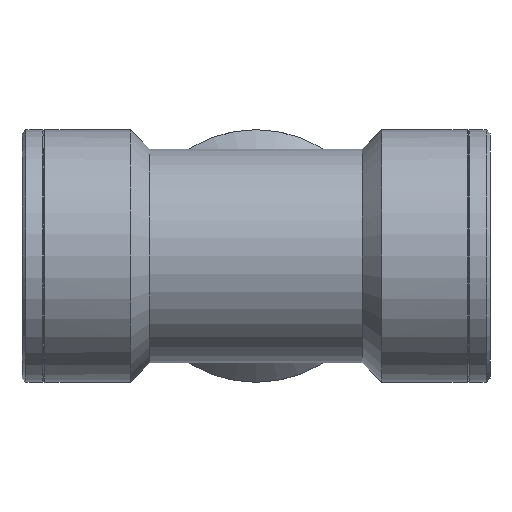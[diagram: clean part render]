
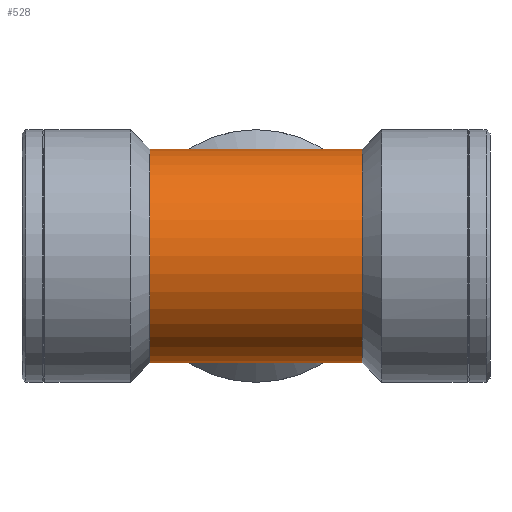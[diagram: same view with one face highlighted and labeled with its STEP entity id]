
A CAD part, front view. The second image highlights one B-rep face of the part: STEP entity #528.
In plain terms, the highlighted cylindrical face has radius 24.665 mm (diameter 49.33 mm), a partial arc.
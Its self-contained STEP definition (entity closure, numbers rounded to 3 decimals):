
#64=CIRCLE('',#573,24.665);
#65=CIRCLE('',#577,24.665);
#95=CYLINDRICAL_SURFACE('',#574,24.665);
#109=ELLIPSE('',#566,34.881,24.665);
#110=ELLIPSE('',#567,34.881,24.665);
#111=ELLIPSE('',#575,34.881,24.665);
#112=ELLIPSE('',#576,34.881,24.665);
#123=FACE_OUTER_BOUND('',#163,.T.);
#163=EDGE_LOOP('',(#408,#409,#410,#411,#412,#413,#414,#415,#416,#417));
#228=B_SPLINE_CURVE_WITH_KNOTS('',3,(#881,#882,#883,#884,#885,#886,#887,
#888,#889,#890,#891,#892),.UNSPECIFIED.,.F.,.F.,(4,2,2,2,2,4),(0.232,
0.261,0.342,0.4,0.434,
0.467),.UNSPECIFIED.);
#230=B_SPLINE_CURVE_WITH_KNOTS('',3,(#964,#965,#966,#967,#968,#969,#970,
#971,#972,#973,#974,#975),.UNSPECIFIED.,.F.,.F.,(4,2,2,2,2,4),(0.,0.036,
0.075,0.123,0.189,0.194),
 .UNSPECIFIED.);
#237=B_SPLINE_CURVE_WITH_KNOTS('',3,(#1053,#1054,#1055,#1056,#1057,#1058,
#1059,#1060,#1061,#1062,#1063,#1064),.UNSPECIFIED.,.F.,.F.,(4,2,2,2,2,4),
(0.232,0.261,0.342,0.4,
0.434,0.467),.UNSPECIFIED.);
#238=B_SPLINE_CURVE_WITH_KNOTS('',3,(#1067,#1068,#1069,#1070,#1071,#1072,
#1073,#1074,#1075,#1076,#1077,#1078),.UNSPECIFIED.,.F.,.F.,(4,2,2,2,2,4),
(0.,0.036,0.075,0.123,0.189,
0.194),.UNSPECIFIED.);
#251=VERTEX_POINT('',#820);
#256=VERTEX_POINT('',#876);
#259=VERTEX_POINT('',#962);
#260=VERTEX_POINT('',#963);
#264=VERTEX_POINT('',#1023);
#265=VERTEX_POINT('',#1025);
#268=VERTEX_POINT('',#1048);
#269=VERTEX_POINT('',#1050);
#270=VERTEX_POINT('',#1052);
#271=VERTEX_POINT('',#1065);
#312=EDGE_CURVE('',#251,#256,#228,.T.);
#316=EDGE_CURVE('',#259,#260,#230,.T.);
#322=EDGE_CURVE('',#264,#251,#109,.T.);
#323=EDGE_CURVE('',#265,#264,#110,.T.);
#328=EDGE_CURVE('',#259,#256,#64,.T.);
#329=EDGE_CURVE('',#260,#268,#111,.T.);
#330=EDGE_CURVE('',#268,#269,#112,.T.);
#331=EDGE_CURVE('',#269,#270,#237,.T.);
#332=EDGE_CURVE('',#271,#270,#65,.T.);
#333=EDGE_CURVE('',#271,#265,#238,.T.);
#408=ORIENTED_EDGE('',*,*,#312,.T.);
#409=ORIENTED_EDGE('',*,*,#328,.F.);
#410=ORIENTED_EDGE('',*,*,#316,.T.);
#411=ORIENTED_EDGE('',*,*,#329,.T.);
#412=ORIENTED_EDGE('',*,*,#330,.T.);
#413=ORIENTED_EDGE('',*,*,#331,.T.);
#414=ORIENTED_EDGE('',*,*,#332,.F.);
#415=ORIENTED_EDGE('',*,*,#333,.T.);
#416=ORIENTED_EDGE('',*,*,#323,.T.);
#417=ORIENTED_EDGE('',*,*,#322,.T.);
#528=ADVANCED_FACE('',(#123),#95,.T.);
#566=AXIS2_PLACEMENT_3D('',#1024,#646,#647);
#567=AXIS2_PLACEMENT_3D('',#1026,#648,#649);
#573=AXIS2_PLACEMENT_3D('',#1046,#660,#661);
#574=AXIS2_PLACEMENT_3D('',#1047,#662,#663);
#575=AXIS2_PLACEMENT_3D('',#1049,#664,#665);
#576=AXIS2_PLACEMENT_3D('',#1051,#666,#667);
#577=AXIS2_PLACEMENT_3D('',#1066,#668,#669);
#646=DIRECTION('center_axis',(0.707,-0.707,0.));
#647=DIRECTION('ref_axis',(-0.707,-0.707,0.));
#648=DIRECTION('center_axis',(-0.707,-0.707,0.));
#649=DIRECTION('ref_axis',(-0.707,0.707,0.));
#660=DIRECTION('center_axis',(1.,0.,0.));
#661=DIRECTION('ref_axis',(0.,0.,-1.));
#662=DIRECTION('center_axis',(1.,0.,0.));
#663=DIRECTION('ref_axis',(0.,0.,1.));
#664=DIRECTION('center_axis',(0.707,-0.707,0.));
#665=DIRECTION('ref_axis',(-0.707,-0.707,0.));
#666=DIRECTION('center_axis',(-0.707,-0.707,0.));
#667=DIRECTION('ref_axis',(-0.707,0.707,0.));
#668=DIRECTION('center_axis',(-1.,0.,0.));
#669=DIRECTION('ref_axis',(0.,0.,-1.));
#820=CARTESIAN_POINT('',(23.119,23.119,-8.594));
#876=CARTESIAN_POINT('',(24.516,22.689,-9.672));
#881=CARTESIAN_POINT('Ctrl Pts',(23.119,23.119,-8.594));
#882=CARTESIAN_POINT('Ctrl Pts',(23.212,23.115,-8.604));
#883=CARTESIAN_POINT('Ctrl Pts',(23.303,23.11,-8.618));
#884=CARTESIAN_POINT('Ctrl Pts',(23.635,23.084,-8.689));
#885=CARTESIAN_POINT('Ctrl Pts',(23.855,23.051,-8.776));
#886=CARTESIAN_POINT('Ctrl Pts',(24.164,22.973,-8.977));
#887=CARTESIAN_POINT('Ctrl Pts',(24.278,22.933,-9.081));
#888=CARTESIAN_POINT('Ctrl Pts',(24.413,22.855,-9.275));
#889=CARTESIAN_POINT('Ctrl Pts',(24.451,22.824,-9.35));
#890=CARTESIAN_POINT('Ctrl Pts',(24.503,22.758,-9.509));
#891=CARTESIAN_POINT('Ctrl Pts',(24.516,22.724,-9.59));
#892=CARTESIAN_POINT('Ctrl Pts',(24.516,22.689,-9.672));
#962=CARTESIAN_POINT('',(24.516,22.689,9.672));
#963=CARTESIAN_POINT('',(23.119,23.119,8.594));
#964=CARTESIAN_POINT('Ctrl Pts',(24.516,22.689,9.672));
#965=CARTESIAN_POINT('Ctrl Pts',(24.516,22.737,9.561));
#966=CARTESIAN_POINT('Ctrl Pts',(24.492,22.782,9.451));
#967=CARTESIAN_POINT('Ctrl Pts',(24.397,22.869,9.239));
#968=CARTESIAN_POINT('Ctrl Pts',(24.325,22.908,9.141));
#969=CARTESIAN_POINT('Ctrl Pts',(24.126,22.986,8.945));
#970=CARTESIAN_POINT('Ctrl Pts',(23.99,23.02,8.856));
#971=CARTESIAN_POINT('Ctrl Pts',(23.647,23.082,8.694));
#972=CARTESIAN_POINT('Ctrl Pts',(23.418,23.106,8.63));
#973=CARTESIAN_POINT('Ctrl Pts',(23.154,23.118,8.598));
#974=CARTESIAN_POINT('Ctrl Pts',(23.136,23.118,8.596));
#975=CARTESIAN_POINT('Ctrl Pts',(23.119,23.119,8.594));
#1023=CARTESIAN_POINT('',(0.,0.,-24.665));
#1024=CARTESIAN_POINT('Origin',(0.,0.,0.));
#1025=CARTESIAN_POINT('',(-23.119,23.119,-8.594));
#1026=CARTESIAN_POINT('Origin',(0.,0.,0.));
#1046=CARTESIAN_POINT('Origin',(24.516,0.,0.));
#1047=CARTESIAN_POINT('Origin',(-25.25,0.,0.));
#1048=CARTESIAN_POINT('',(0.,0.,24.665));
#1049=CARTESIAN_POINT('Origin',(0.,0.,0.));
#1050=CARTESIAN_POINT('',(-23.119,23.119,8.594));
#1051=CARTESIAN_POINT('Origin',(0.,0.,0.));
#1052=CARTESIAN_POINT('',(-24.516,22.689,9.672));
#1053=CARTESIAN_POINT('Ctrl Pts',(-23.119,23.119,8.594));
#1054=CARTESIAN_POINT('Ctrl Pts',(-23.212,23.115,8.604));
#1055=CARTESIAN_POINT('Ctrl Pts',(-23.303,23.11,8.618));
#1056=CARTESIAN_POINT('Ctrl Pts',(-23.635,23.084,8.689));
#1057=CARTESIAN_POINT('Ctrl Pts',(-23.855,23.051,8.776));
#1058=CARTESIAN_POINT('Ctrl Pts',(-24.164,22.973,8.977));
#1059=CARTESIAN_POINT('Ctrl Pts',(-24.278,22.933,9.081));
#1060=CARTESIAN_POINT('Ctrl Pts',(-24.413,22.855,9.275));
#1061=CARTESIAN_POINT('Ctrl Pts',(-24.451,22.824,9.35));
#1062=CARTESIAN_POINT('Ctrl Pts',(-24.503,22.758,9.509));
#1063=CARTESIAN_POINT('Ctrl Pts',(-24.516,22.724,9.59));
#1064=CARTESIAN_POINT('Ctrl Pts',(-24.516,22.689,9.672));
#1065=CARTESIAN_POINT('',(-24.516,22.689,-9.672));
#1066=CARTESIAN_POINT('Origin',(-24.516,0.,0.));
#1067=CARTESIAN_POINT('Ctrl Pts',(-24.516,22.689,-9.672));
#1068=CARTESIAN_POINT('Ctrl Pts',(-24.516,22.737,-9.561));
#1069=CARTESIAN_POINT('Ctrl Pts',(-24.492,22.782,-9.451));
#1070=CARTESIAN_POINT('Ctrl Pts',(-24.397,22.869,-9.239));
#1071=CARTESIAN_POINT('Ctrl Pts',(-24.325,22.908,-9.141));
#1072=CARTESIAN_POINT('Ctrl Pts',(-24.126,22.986,-8.945));
#1073=CARTESIAN_POINT('Ctrl Pts',(-23.99,23.02,-8.856));
#1074=CARTESIAN_POINT('Ctrl Pts',(-23.647,23.082,-8.694));
#1075=CARTESIAN_POINT('Ctrl Pts',(-23.418,23.106,-8.63));
#1076=CARTESIAN_POINT('Ctrl Pts',(-23.154,23.118,-8.598));
#1077=CARTESIAN_POINT('Ctrl Pts',(-23.136,23.118,-8.596));
#1078=CARTESIAN_POINT('Ctrl Pts',(-23.119,23.119,-8.594));
